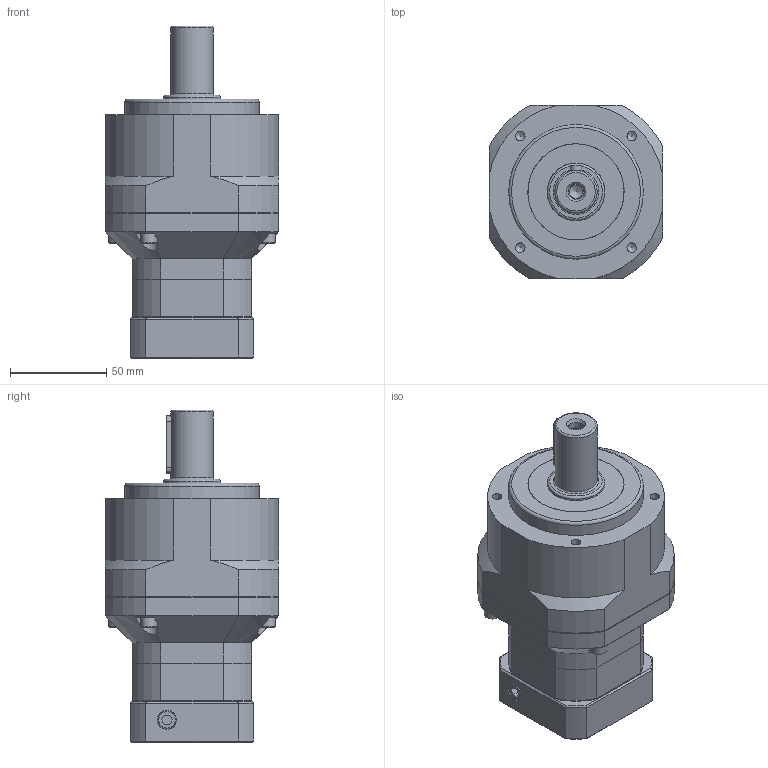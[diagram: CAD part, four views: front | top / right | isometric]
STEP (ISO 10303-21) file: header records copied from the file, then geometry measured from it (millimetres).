
FILE_DESCRIPTION((''),'2;1');
FILE_NAME('KSE-90-2.stp','2012-02-15T10:49:58',('young'),(''),'Autodesk Inventor 2012','Autodesk Inventor 2012','');
FILE_SCHEMA(('AUTOMOTIVE_DESIGN { 1 0 10303 214 1 1 1 1 }'));
Length unit declared in the file: millimetre
Products named in the file (1): KSE-90-2
Bounding box: 90 x 90 x 172.5 mm (x, y, z)
Volume: 667955.2 mm3; surface area: 113306.7 mm2
Topology: 21 solids, 21 shells, 591 faces, 1364 edges, 857 vertices
Faces by surface type: plane 333, cylinder 129, cone 96, torus 18, bspline 15
Full cylindrical faces by diameter (mm): 3.3 x5, 4 x1, 4.2 x12, 4.5 x5, 5 x12, 5.5 x8, 6.8 x1, 7 x1, 8 x5, 8.5 x8, 9 x4, 9.5 x2, 14.2 x1, 17 x1, 19.8 x1, 20 x1, 22 x1, 29.8 x1, 30 x1, 35 x2, 42 x1, 50 x5, 70 x1
Entity records: 16799 total; most frequent: CARTESIAN_POINT 4019, DIRECTION 2663, ORIENTED_EDGE 2346, EDGE_CURVE 1173, AXIS2_PLACEMENT_3D 1012, EDGE_LOOP 825, VERTEX_POINT 818, VECTOR 639
